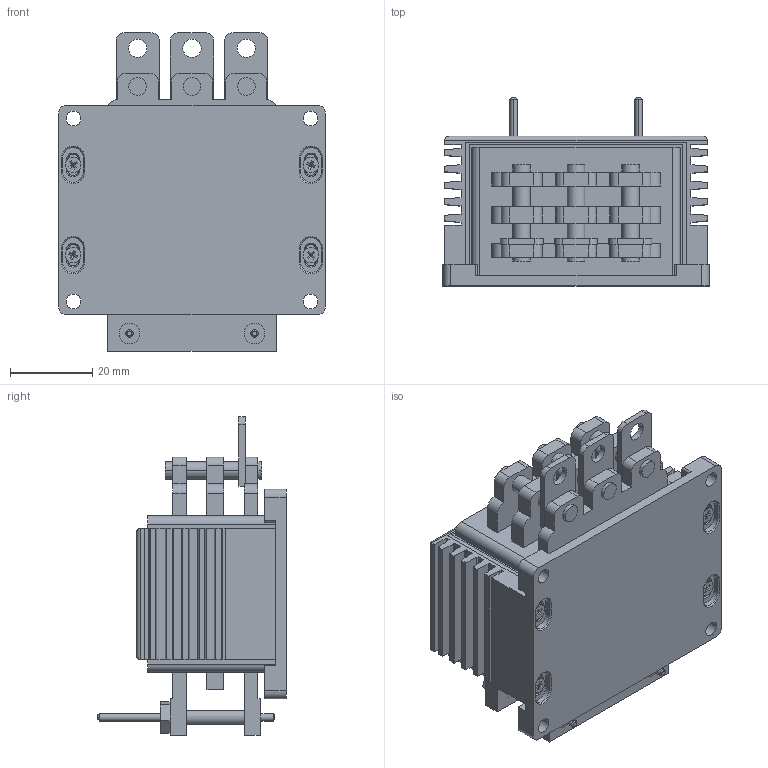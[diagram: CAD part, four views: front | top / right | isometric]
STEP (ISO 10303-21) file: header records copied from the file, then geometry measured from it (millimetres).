
FILE_DESCRIPTION (( 'STEP AP203' ), '1' );
FILE_NAME ('090partstep.STEP', '2019-02-19T08:39:12', ( 'AdministradorLocal' ), ( 'Microsoft' ), 'SwSTEP 2.0', 'SolidWorks 2018', '' );
FILE_SCHEMA (( 'CONFIG_CONTROL_DESIGN' ));
Length unit declared in the file: millimetre
Products named in the file (1): 090partstep
Bounding box: 65 x 45.9 x 77.78 mm (x, y, z)
Volume: 100624.4 mm3; surface area: 39740.9 mm2
Topology: 9 solids, 9 shells, 968 faces, 2534 edges, 1618 vertices
Faces by surface type: cylinder 361, plane 361, cone 224, bspline 12, torus 10
Entity records: 32671 total; most frequent: CARTESIAN_POINT 8311, DIRECTION 5266, ORIENTED_EDGE 5052, EDGE_CURVE 2526, AXIS2_PLACEMENT_3D 1913, VERTEX_POINT 1618, LINE 1440, VECTOR 1440
